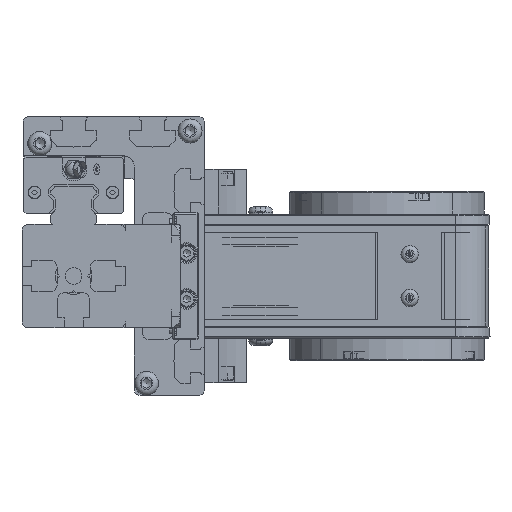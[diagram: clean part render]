
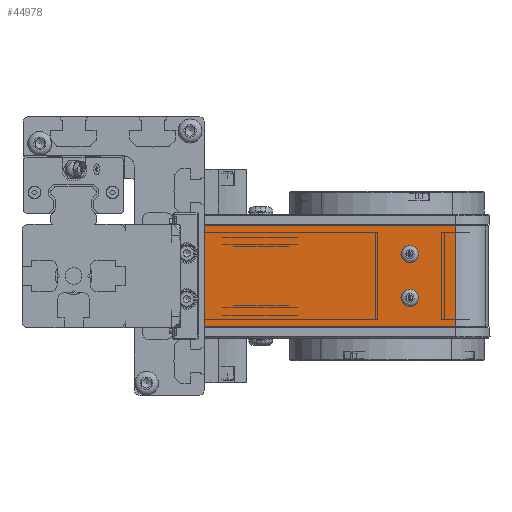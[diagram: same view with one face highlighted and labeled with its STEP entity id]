
A CAD part, left-side view. The second image highlights one B-rep face of the part: STEP entity #44978.
In plain terms, the highlighted planar face has unit normal (-1, 0, 0).
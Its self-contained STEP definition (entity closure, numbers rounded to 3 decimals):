
#3105=FACE_BOUND('',#17800,.T.);
#3106=FACE_BOUND('',#17801,.T.);
#4096=PLANE('',#48364);
#6979=LINE('',#69608,#11240);
#7095=LINE('',#70010,#11356);
#7096=LINE('',#70017,#11357);
#7103=LINE('',#70034,#11364);
#11240=VECTOR('',#56541,10.);
#11356=VECTOR('',#56847,10.);
#11357=VECTOR('',#56858,10.);
#11364=VECTOR('',#56879,10.);
#15199=FACE_OUTER_BOUND('',#17799,.T.);
#17799=EDGE_LOOP('',(#37788,#37789,#37790,#37791));
#17800=EDGE_LOOP('',(#37792));
#17801=EDGE_LOOP('',(#37793));
#19867=CIRCLE('',#48365,3.8);
#19868=CIRCLE('',#48366,3.8);
#22687=VERTEX_POINT('',#69605);
#22688=VERTEX_POINT('',#69607);
#22795=VERTEX_POINT('',#70008);
#22796=VERTEX_POINT('',#70016);
#22800=VERTEX_POINT('',#70035);
#22801=VERTEX_POINT('',#70037);
#27946=EDGE_CURVE('',#22687,#22688,#6979,.T.);
#28117=EDGE_CURVE('',#22687,#22795,#7095,.T.);
#28122=EDGE_CURVE('',#22688,#22796,#7096,.T.);
#28131=EDGE_CURVE('',#22795,#22796,#7103,.T.);
#28132=EDGE_CURVE('',#22800,#22800,#19867,.T.);
#28133=EDGE_CURVE('',#22801,#22801,#19868,.T.);
#37788=ORIENTED_EDGE('',*,*,#28117,.T.);
#37789=ORIENTED_EDGE('',*,*,#28131,.T.);
#37790=ORIENTED_EDGE('',*,*,#28122,.F.);
#37791=ORIENTED_EDGE('',*,*,#27946,.F.);
#37792=ORIENTED_EDGE('',*,*,#28132,.T.);
#37793=ORIENTED_EDGE('',*,*,#28133,.T.);
#44978=ADVANCED_FACE('',(#15199,#3105,#3106),#4096,.T.);
#48364=AXIS2_PLACEMENT_3D('',#70033,#56877,#56878);
#48365=AXIS2_PLACEMENT_3D('',#70036,#56880,#56881);
#48366=AXIS2_PLACEMENT_3D('',#70038,#56882,#56883);
#56541=DIRECTION('',(0.,0.,1.));
#56847=DIRECTION('',(0.,-1.,0.));
#56858=DIRECTION('',(0.,-1.,0.));
#56877=DIRECTION('center_axis',(-1.,0.,0.));
#56878=DIRECTION('ref_axis',(0.,-1.,0.));
#56879=DIRECTION('',(0.,0.,1.));
#56880=DIRECTION('center_axis',(1.,0.,0.));
#56881=DIRECTION('ref_axis',(0.,1.,0.));
#56882=DIRECTION('center_axis',(1.,0.,0.));
#56883=DIRECTION('ref_axis',(0.,1.,0.));
#69605=CARTESIAN_POINT('',(-107.,79.5,3.5));
#69607=CARTESIAN_POINT('',(-107.,79.5,47.5));
#69608=CARTESIAN_POINT('',(-107.,79.5,3.5));
#70008=CARTESIAN_POINT('',(-107.,-30.,3.5));
#70010=CARTESIAN_POINT('',(-107.,79.5,3.5));
#70016=CARTESIAN_POINT('',(-107.,-30.,47.5));
#70017=CARTESIAN_POINT('',(-107.,79.5,47.5));
#70033=CARTESIAN_POINT('Origin',(-107.,79.5,3.5));
#70034=CARTESIAN_POINT('',(-107.,-30.,3.5));
#70035=CARTESIAN_POINT('',(-107.,-13.8,35.));
#70036=CARTESIAN_POINT('Origin',(-107.,-10.,35.));
#70037=CARTESIAN_POINT('',(-107.,-13.8,16.));
#70038=CARTESIAN_POINT('Origin',(-107.,-10.,16.));
